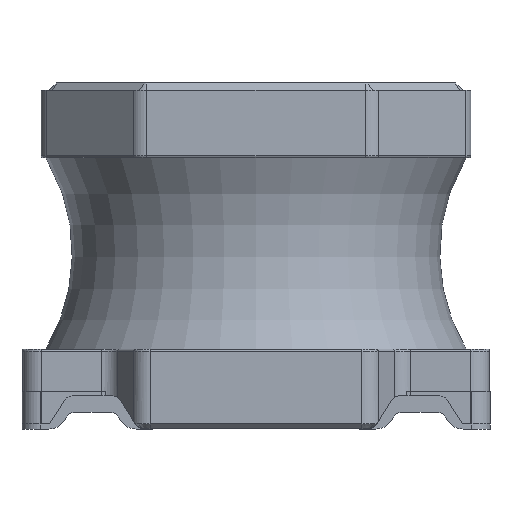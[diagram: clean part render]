
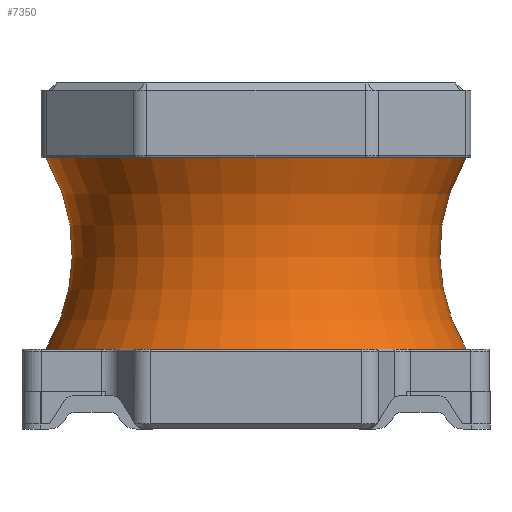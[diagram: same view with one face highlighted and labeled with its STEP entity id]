
A CAD part, left-side view. The second image highlights one B-rep face of the part: STEP entity #7350.
In plain terms, the highlighted toroidal (fillet/blend) face has major radius 3.967 mm and minor radius 2 mm.
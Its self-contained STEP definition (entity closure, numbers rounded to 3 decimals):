
#82=TOROIDAL_SURFACE('',#7906,3.967,2.);
#613=CIRCLE('',#7903,2.25);
#614=CIRCLE('',#7905,2.25);
#2293=ORIENTED_EDGE('',*,*,#3134,.F.);
#2294=ORIENTED_EDGE('',*,*,#3133,.T.);
#3133=EDGE_CURVE('',#3693,#3693,#613,.T.);
#3134=EDGE_CURVE('',#3694,#3694,#614,.T.);
#3693=VERTEX_POINT('',#13882);
#3694=VERTEX_POINT('',#13885);
#4929=EDGE_LOOP('',(#2293));
#4930=EDGE_LOOP('',(#2294));
#5311=FACE_BOUND('',#4929,.T.);
#5312=FACE_BOUND('',#4930,.T.);
#7350=ADVANCED_FACE('',(#5311,#5312),#82,.F.);
#7903=AXIS2_PLACEMENT_3D('',#13881,#9391,#9392);
#7905=AXIS2_PLACEMENT_3D('',#13884,#9395,#9396);
#7906=AXIS2_PLACEMENT_3D('',#13886,#9397,#9398);
#9391=DIRECTION('',(0.,0.,-1.));
#9392=DIRECTION('',(1.,0.,0.));
#9395=DIRECTION('',(0.,0.,-1.));
#9396=DIRECTION('',(1.,0.,0.));
#9397=DIRECTION('',(0.,0.,-1.));
#9398=DIRECTION('',(-1.,0.,0.));
#13881=CARTESIAN_POINT('',(0.,0.,1.025));
#13882=CARTESIAN_POINT('',(2.25,0.,1.025));
#13884=CARTESIAN_POINT('',(0.,0.,-1.025));
#13885=CARTESIAN_POINT('',(2.25,0.,-1.025));
#13886=CARTESIAN_POINT('',(0.,0.,0.));
